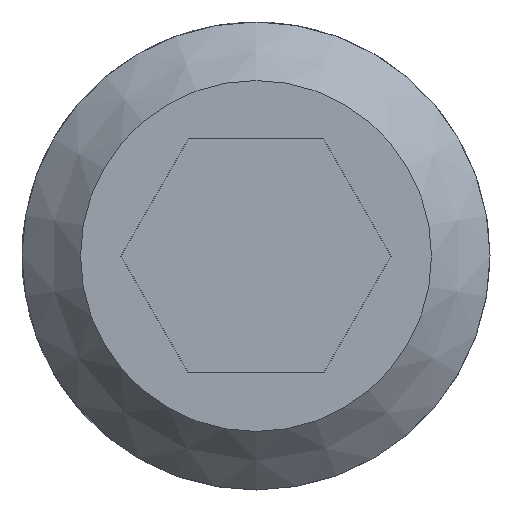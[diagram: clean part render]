
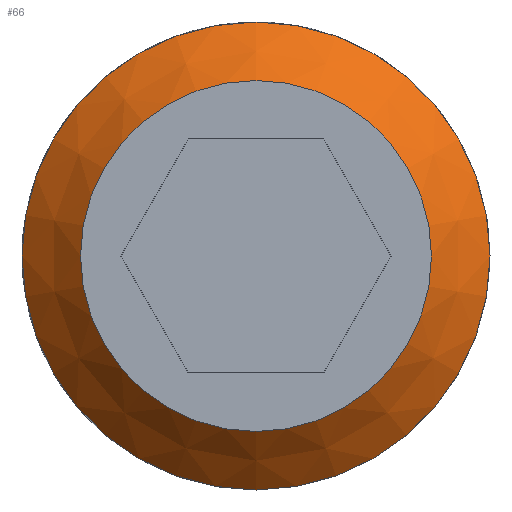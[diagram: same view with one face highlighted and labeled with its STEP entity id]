
A CAD part, left-side view. The second image highlights one B-rep face of the part: STEP entity #66.
In plain terms, the highlighted conical face has half-angle 45 degrees and reference radius 4.5 mm.
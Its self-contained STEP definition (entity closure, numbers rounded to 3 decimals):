
#66 = ADVANCED_FACE( '', ( #152, #153 ), #154, .T. );
#152 = FACE_OUTER_BOUND( '', #257, .T. );
#153 = FACE_BOUND( '', #258, .T. );
#154 = CONICAL_SURFACE( '', #259, 4.5, 0.785 );
#257 = EDGE_LOOP( '', ( #380 ) );
#258 = EDGE_LOOP( '', ( #381 ) );
#259 = AXIS2_PLACEMENT_3D( '', #382, #383, #384 );
#380 = ORIENTED_EDGE( '', *, *, #606, .F. );
#381 = ORIENTED_EDGE( '', *, *, #607, .T. );
#382 = CARTESIAN_POINT( '', ( 0., 0., 0. ) );
#383 = DIRECTION( '', ( 1., 0., 0. ) );
#384 = DIRECTION( '', ( 0., 0., -1. ) );
#606 = EDGE_CURVE( '', #716, #716, #717, .T. );
#607 = EDGE_CURVE( '', #718, #718, #719, .T. );
#716 = VERTEX_POINT( '', #865 );
#717 = CIRCLE( '', #866, 6. );
#718 = VERTEX_POINT( '', #867 );
#719 = CIRCLE( '', #868, 4.5 );
#865 = CARTESIAN_POINT( '', ( 1.5, 0., -6. ) );
#866 = AXIS2_PLACEMENT_3D( '', #1032, #1033, #1034 );
#867 = CARTESIAN_POINT( '', ( 0., 0., -4.5 ) );
#868 = AXIS2_PLACEMENT_3D( '', #1035, #1036, #1037 );
#1032 = CARTESIAN_POINT( '', ( 1.5, 0., 0. ) );
#1033 = DIRECTION( '', ( 1., 0., 0. ) );
#1034 = DIRECTION( '', ( 0., 0., -1. ) );
#1035 = CARTESIAN_POINT( '', ( 0., 0., 0. ) );
#1036 = DIRECTION( '', ( 1., 0., 0. ) );
#1037 = DIRECTION( '', ( 0., 0., -1. ) );
